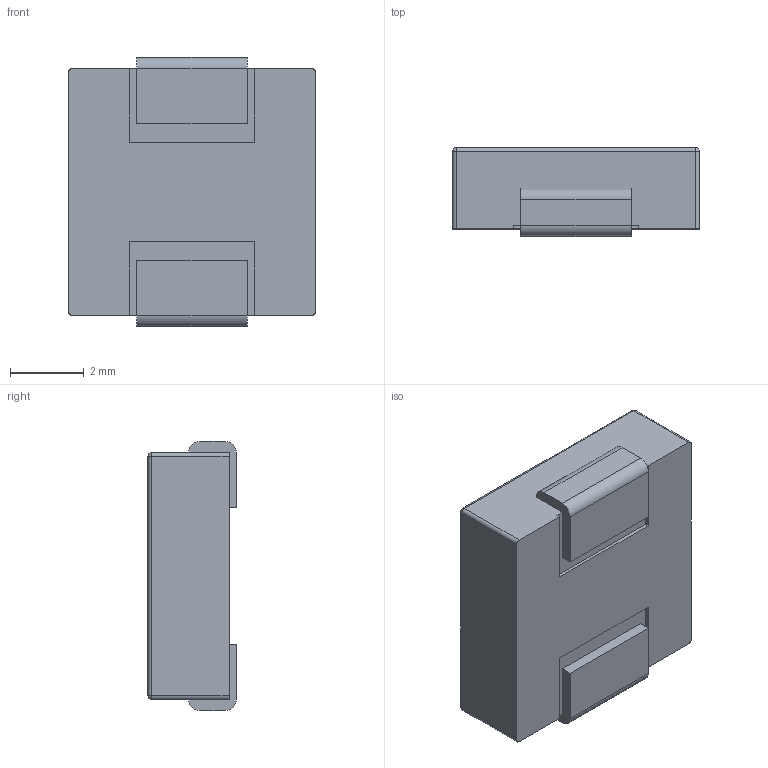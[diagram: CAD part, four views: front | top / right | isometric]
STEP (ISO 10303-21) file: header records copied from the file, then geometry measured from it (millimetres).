
FILE_DESCRIPTION (( 'STEP AP214' ), '1' );
FILE_NAME ('Inductor_SMD_AMPLF_0624.STEP', '2022-10-23T14:45:39', ( 'Rotor' ), ( '' ), 'SwSTEP 2.0', 'SolidWorks 2012', '' );
FILE_SCHEMA (( 'AUTOMOTIVE_DESIGN' ));
Length unit declared in the file: millimetre
Products named in the file (1): Inductor_SMD_AMPLF_0624
Bounding box: 6.7 x 2.41 x 7.3 mm (x, y, z)
Volume: 102.2 mm3; surface area: 157.3 mm2
Topology: 1 solids, 1 shells, 100 faces, 265 edges, 170 vertices
Faces by surface type: plane 50, bspline 34, cylinder 12, sphere 4
Entity records: 5424 total; most frequent: CARTESIAN_POINT 2366, ORIENTED_EDGE 522, DIRECTION 351, EDGE_CURVE 261, VERTEX_POINT 170, LINE 169, VECTOR 169, EDGE_LOOP 107
